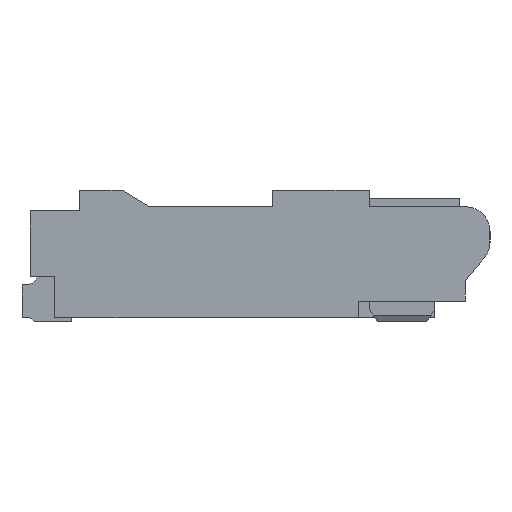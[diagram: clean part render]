
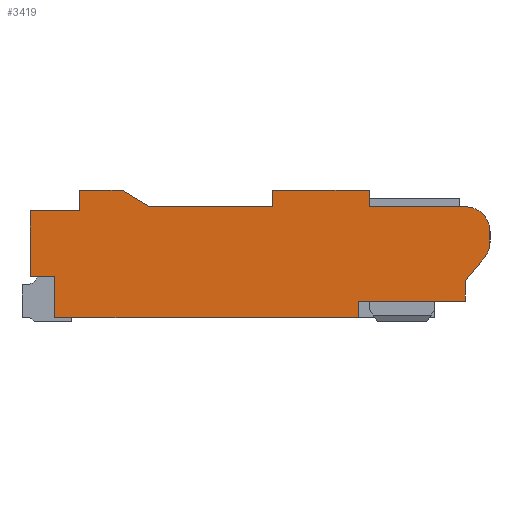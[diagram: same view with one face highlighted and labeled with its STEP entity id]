
A CAD part, left-side view. The second image highlights one B-rep face of the part: STEP entity #3419.
In plain terms, the highlighted planar face has unit normal (-1, 0, 0).
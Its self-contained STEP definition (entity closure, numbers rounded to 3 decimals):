
#15=CIRCLE('',#3593,0.3);
#17=CIRCLE('',#3599,0.3);
#116=FACE_OUTER_BOUND('',#292,.T.);
#292=EDGE_LOOP('',(#2414,#2415,#2416,#2417,#2418,#2419,#2420,#2421,#2422,
#2423,#2424,#2425,#2426,#2427,#2428,#2429,#2430,#2431,#2432,#2433));
#509=LINE('',#4815,#966);
#516=LINE('',#4830,#973);
#533=LINE('',#4866,#990);
#550=LINE('',#4901,#1007);
#561=LINE('',#4926,#1018);
#564=LINE('',#4932,#1021);
#567=LINE('',#4943,#1024);
#570=LINE('',#4947,#1027);
#572=LINE('',#4952,#1029);
#576=LINE('',#4961,#1033);
#594=LINE('',#4994,#1051);
#604=LINE('',#5015,#1061);
#606=LINE('',#5018,#1063);
#617=LINE('',#5040,#1074);
#618=LINE('',#5042,#1075);
#619=LINE('',#5044,#1076);
#620=LINE('',#5045,#1077);
#621=LINE('',#5046,#1078);
#966=VECTOR('',#3906,1.);
#973=VECTOR('',#3915,1.);
#990=VECTOR('',#3936,1.);
#1007=VECTOR('',#3955,1.);
#1018=VECTOR('',#3978,1.);
#1021=VECTOR('',#3983,1.);
#1024=VECTOR('',#3994,1.);
#1027=VECTOR('',#3999,1.);
#1029=VECTOR('',#4003,1.);
#1033=VECTOR('',#4009,1.);
#1051=VECTOR('',#4035,1.);
#1061=VECTOR('',#4049,1.);
#1063=VECTOR('',#4053,1.);
#1074=VECTOR('',#4072,1.);
#1075=VECTOR('',#4073,1.);
#1076=VECTOR('',#4074,1.);
#1077=VECTOR('',#4075,1.);
#1078=VECTOR('',#4076,1.);
#1399=VERTEX_POINT('',#4812);
#1400=VERTEX_POINT('',#4814);
#1406=VERTEX_POINT('',#4827);
#1407=VERTEX_POINT('',#4829);
#1422=VERTEX_POINT('',#4862);
#1424=VERTEX_POINT('',#4865);
#1440=VERTEX_POINT('',#4898);
#1441=VERTEX_POINT('',#4900);
#1447=VERTEX_POINT('',#4915);
#1449=VERTEX_POINT('',#4924);
#1451=VERTEX_POINT('',#4930);
#1453=VERTEX_POINT('',#4936);
#1455=VERTEX_POINT('',#4942);
#1457=VERTEX_POINT('',#4951);
#1460=VERTEX_POINT('',#4958);
#1461=VERTEX_POINT('',#4960);
#1479=VERTEX_POINT('',#5009);
#1481=VERTEX_POINT('',#5013);
#1489=VERTEX_POINT('',#5041);
#1490=VERTEX_POINT('',#5043);
#1745=EDGE_CURVE('',#1400,#1399,#509,.T.);
#1752=EDGE_CURVE('',#1407,#1406,#516,.T.);
#1769=EDGE_CURVE('',#1422,#1424,#533,.T.);
#1786=EDGE_CURVE('',#1440,#1441,#550,.T.);
#1793=EDGE_CURVE('',#1447,#1400,#15,.T.);
#1799=EDGE_CURVE('',#1406,#1449,#561,.T.);
#1802=EDGE_CURVE('',#1449,#1451,#564,.T.);
#1805=EDGE_CURVE('',#1451,#1453,#17,.T.);
#1807=EDGE_CURVE('',#1455,#1424,#567,.T.);
#1810=EDGE_CURVE('',#1440,#1455,#570,.T.);
#1812=EDGE_CURVE('',#1457,#1441,#572,.T.);
#1816=EDGE_CURVE('',#1460,#1461,#576,.T.);
#1834=EDGE_CURVE('',#1399,#1461,#594,.T.);
#1844=EDGE_CURVE('',#1481,#1479,#604,.T.);
#1846=EDGE_CURVE('',#1447,#1453,#606,.T.);
#1859=EDGE_CURVE('',#1407,#1422,#617,.T.);
#1860=EDGE_CURVE('',#1460,#1489,#618,.T.);
#1861=EDGE_CURVE('',#1489,#1490,#619,.T.);
#1862=EDGE_CURVE('',#1490,#1479,#620,.T.);
#1863=EDGE_CURVE('',#1481,#1457,#621,.T.);
#2414=ORIENTED_EDGE('',*,*,#1859,.F.);
#2415=ORIENTED_EDGE('',*,*,#1752,.T.);
#2416=ORIENTED_EDGE('',*,*,#1799,.T.);
#2417=ORIENTED_EDGE('',*,*,#1802,.T.);
#2418=ORIENTED_EDGE('',*,*,#1805,.T.);
#2419=ORIENTED_EDGE('',*,*,#1846,.F.);
#2420=ORIENTED_EDGE('',*,*,#1793,.T.);
#2421=ORIENTED_EDGE('',*,*,#1745,.T.);
#2422=ORIENTED_EDGE('',*,*,#1834,.T.);
#2423=ORIENTED_EDGE('',*,*,#1816,.F.);
#2424=ORIENTED_EDGE('',*,*,#1860,.T.);
#2425=ORIENTED_EDGE('',*,*,#1861,.T.);
#2426=ORIENTED_EDGE('',*,*,#1862,.T.);
#2427=ORIENTED_EDGE('',*,*,#1844,.F.);
#2428=ORIENTED_EDGE('',*,*,#1863,.T.);
#2429=ORIENTED_EDGE('',*,*,#1812,.T.);
#2430=ORIENTED_EDGE('',*,*,#1786,.F.);
#2431=ORIENTED_EDGE('',*,*,#1810,.T.);
#2432=ORIENTED_EDGE('',*,*,#1807,.T.);
#2433=ORIENTED_EDGE('',*,*,#1769,.F.);
#3173=PLANE('',#3614);
#3419=ADVANCED_FACE('',(#116),#3173,.F.);
#3593=AXIS2_PLACEMENT_3D('',#4916,#3967,#3968);
#3599=AXIS2_PLACEMENT_3D('',#4938,#3989,#3990);
#3614=AXIS2_PLACEMENT_3D('',#5039,#4070,#4071);
#3906=DIRECTION('',(0.,1.,0.));
#3915=DIRECTION('',(0.,-1.,0.));
#3936=DIRECTION('',(0.,1.,0.));
#3955=DIRECTION('',(0.,0.,1.));
#3967=DIRECTION('center_axis',(-1.,0.,0.));
#3968=DIRECTION('ref_axis',(0.,1.,0.));
#3978=DIRECTION('',(0.,0.,1.));
#3983=DIRECTION('',(0.,-0.64,0.768));
#3989=DIRECTION('center_axis',(-1.,0.,0.));
#3990=DIRECTION('ref_axis',(0.,1.,0.));
#3994=DIRECTION('',(0.,0.,-1.));
#3999=DIRECTION('',(0.,-1.,0.));
#4003=DIRECTION('',(0.,1.,0.));
#4009=DIRECTION('',(0.,-1.,0.));
#4035=DIRECTION('',(0.,0.,1.));
#4049=DIRECTION('',(0.,-1.,0.));
#4053=DIRECTION('',(0.,0.,-1.));
#4070=DIRECTION('center_axis',(1.,0.,0.));
#4071=DIRECTION('ref_axis',(0.,0.,-1.));
#4072=DIRECTION('',(0.,0.,-1.));
#4073=DIRECTION('',(0.,0.,-1.));
#4074=DIRECTION('',(0.,1.,0.));
#4075=DIRECTION('',(0.,0.855,0.518));
#4076=DIRECTION('',(0.,0.,-1.));
#4812=CARTESIAN_POINT('',(-4.55,-1.85,1.4));
#4814=CARTESIAN_POINT('',(-4.55,-3.02,1.4));
#4815=CARTESIAN_POINT('',(-4.55,-3.02,1.4));
#4827=CARTESIAN_POINT('',(-4.55,-3.02,0.25));
#4829=CARTESIAN_POINT('',(-4.55,-1.72,0.25));
#4830=CARTESIAN_POINT('',(-4.55,-2.65,0.25));
#4862=CARTESIAN_POINT('',(-4.55,-1.72,0.05));
#4865=CARTESIAN_POINT('',(-4.55,1.98,0.05));
#4866=CARTESIAN_POINT('',(-4.55,-3.32,0.05));
#4898=CARTESIAN_POINT('',(-4.55,2.28,0.55));
#4900=CARTESIAN_POINT('',(-4.55,2.28,1.35));
#4901=CARTESIAN_POINT('',(-4.55,2.28,0.05));
#4915=CARTESIAN_POINT('',(-4.55,-3.32,1.1));
#4916=CARTESIAN_POINT('Origin',(-4.55,-3.02,1.1));
#4924=CARTESIAN_POINT('',(-4.55,-3.02,0.5));
#4926=CARTESIAN_POINT('',(-4.55,-3.02,0.25));
#4930=CARTESIAN_POINT('',(-4.55,-3.25,0.777));
#4932=CARTESIAN_POINT('',(-4.55,-3.02,0.5));
#4936=CARTESIAN_POINT('',(-4.55,-3.32,0.969));
#4938=CARTESIAN_POINT('Origin',(-4.55,-3.02,0.969));
#4942=CARTESIAN_POINT('',(-4.55,1.98,0.55));
#4943=CARTESIAN_POINT('',(-4.55,1.98,0.55));
#4947=CARTESIAN_POINT('',(-4.55,2.28,0.55));
#4951=CARTESIAN_POINT('',(-4.55,1.68,1.35));
#4952=CARTESIAN_POINT('',(-4.55,1.68,1.35));
#4958=CARTESIAN_POINT('',(-4.55,-0.67,1.6));
#4960=CARTESIAN_POINT('',(-4.55,-1.85,1.6));
#4961=CARTESIAN_POINT('',(-4.55,2.28,1.6));
#4994=CARTESIAN_POINT('',(-4.55,-1.85,1.4));
#5009=CARTESIAN_POINT('',(-4.55,1.16,1.6));
#5013=CARTESIAN_POINT('',(-4.55,1.68,1.6));
#5015=CARTESIAN_POINT('',(-4.55,2.28,1.6));
#5018=CARTESIAN_POINT('',(-4.55,-3.32,1.6));
#5039=CARTESIAN_POINT('Origin',(-4.55,-4.84,0.05));
#5040=CARTESIAN_POINT('',(-4.55,-1.72,0.25));
#5041=CARTESIAN_POINT('',(-4.55,-0.67,1.4));
#5042=CARTESIAN_POINT('',(-4.55,-0.67,1.6));
#5043=CARTESIAN_POINT('',(-4.55,0.83,1.4));
#5044=CARTESIAN_POINT('',(-4.55,-0.67,1.4));
#5045=CARTESIAN_POINT('',(-4.55,0.83,1.4));
#5046=CARTESIAN_POINT('',(-4.55,1.68,1.6));
